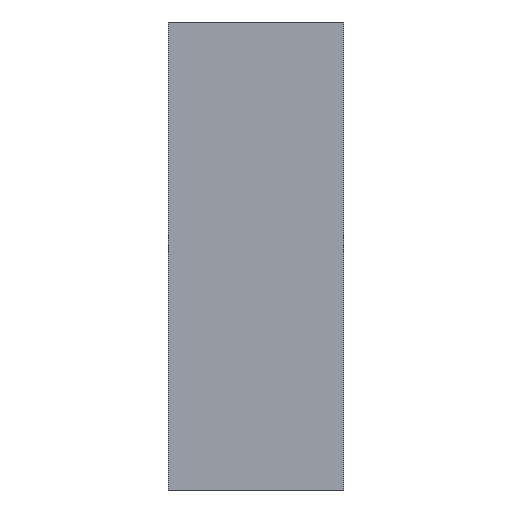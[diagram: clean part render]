
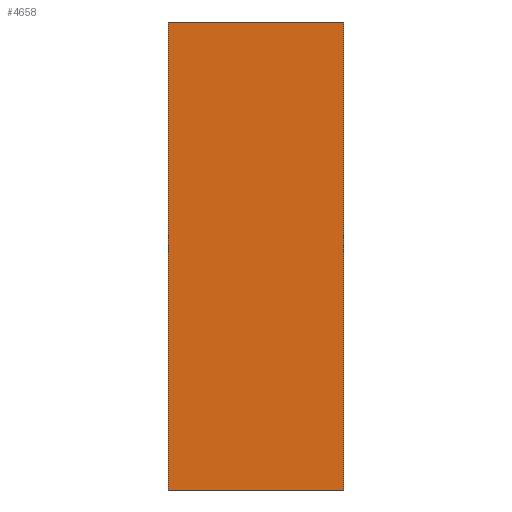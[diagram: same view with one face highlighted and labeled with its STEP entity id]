
A CAD part, left-side view. The second image highlights one B-rep face of the part: STEP entity #4658.
In plain terms, the highlighted planar face has unit normal (-1, 0, 0).
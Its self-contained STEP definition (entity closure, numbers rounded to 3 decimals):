
#60=DIRECTION('',(0.,0.,1.));
#61=VECTOR('',#60,1.6);
#62=CARTESIAN_POINT('',(-1.6,0.,-0.8));
#63=LINE('',#62,#61);
#151=DIRECTION('',(0.,1.,0.));
#152=VECTOR('',#151,0.6);
#153=CARTESIAN_POINT('',(-1.6,0.,0.8));
#154=LINE('',#153,#152);
#193=DIRECTION('',(0.,1.,0.));
#194=VECTOR('',#193,0.6);
#195=CARTESIAN_POINT('',(-1.6,0.,-0.8));
#196=LINE('',#195,#194);
#214=DIRECTION('',(0.,0.,1.));
#215=VECTOR('',#214,1.6);
#216=CARTESIAN_POINT('',(-1.6,0.6,-0.8));
#217=LINE('',#216,#215);
#3735=CARTESIAN_POINT('',(-1.6,0.,-0.8));
#3736=CARTESIAN_POINT('',(-1.6,0.,0.8));
#3737=VERTEX_POINT('',#3735);
#3738=VERTEX_POINT('',#3736);
#3743=CARTESIAN_POINT('',(-1.6,0.6,-0.8));
#3744=CARTESIAN_POINT('',(-1.6,0.6,0.8));
#3745=VERTEX_POINT('',#3743);
#3746=VERTEX_POINT('',#3744);
#4646=CARTESIAN_POINT('',(-1.6,0.,-0.8));
#4647=DIRECTION('',(-1.,0.,0.));
#4648=DIRECTION('',(0.,0.,1.));
#4649=AXIS2_PLACEMENT_3D('',#4646,#4647,#4648);
#4650=PLANE('',#4649);
#4651=ORIENTED_EDGE('',*,*,#4480,.F.);
#4652=ORIENTED_EDGE('',*,*,#4545,.T.);
#4654=ORIENTED_EDGE('',*,*,#4653,.T.);
#4655=ORIENTED_EDGE('',*,*,#4592,.F.);
#4656=EDGE_LOOP('',(#4651,#4652,#4654,#4655));
#4657=FACE_OUTER_BOUND('',#4656,.F.);
#4658=ADVANCED_FACE('',(#4657),#4650,.T.);
#4480=EDGE_CURVE('',#3737,#3738,#63,.T.);
#4545=EDGE_CURVE('',#3737,#3745,#196,.T.);
#4592=EDGE_CURVE('',#3738,#3746,#154,.T.);
#4653=EDGE_CURVE('',#3745,#3746,#217,.T.);
